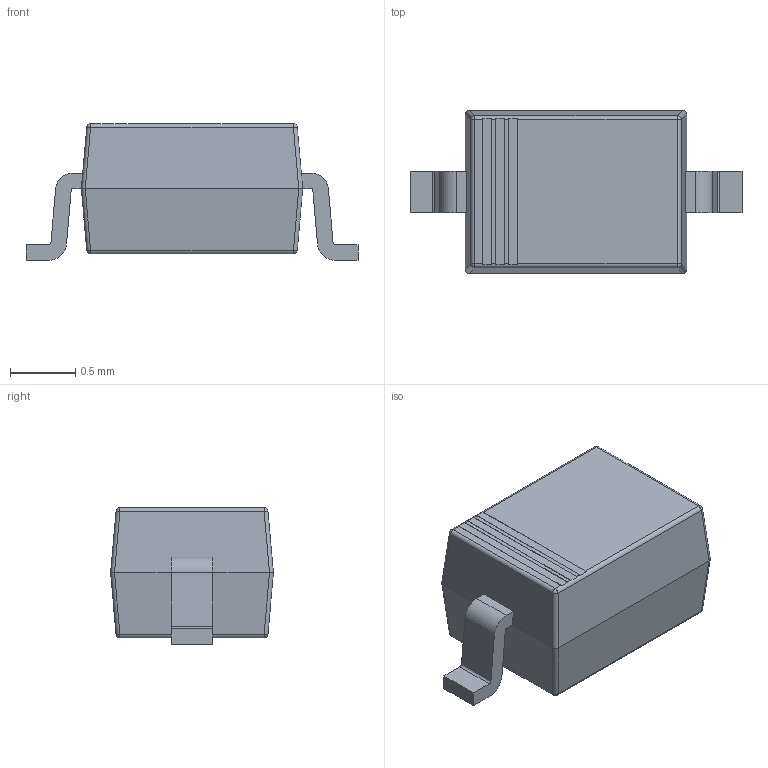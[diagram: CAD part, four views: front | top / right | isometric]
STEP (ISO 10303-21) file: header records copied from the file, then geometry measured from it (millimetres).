
FILE_DESCRIPTION (( 'STEP AP214' ), '1' );
FILE_NAME ('SOD-323_L1.7-W1.3-LS2.6-RD-1.STEP', '2021-09-06T05:14:45', ( 'PC' ), ( 'Microsoft' ), 'SwSTEP 2.0', 'SolidWorks 2018', '' );
FILE_SCHEMA (( 'AUTOMOTIVE_DESIGN' ));
Length unit declared in the file: millimetre
Products named in the file (2): SOD-323_L1.7-W1.3-LS2.6-RD-1
Bounding box: 2.55 x 1.25 x 1.05 mm (x, y, z)
Volume: 2.1 mm3; surface area: 10.9 mm2
Topology: 1 solids, 1 shells, 131 faces, 330 edges, 208 vertices
Faces by surface type: plane 85, cylinder 24, bspline 14, sphere 8
Entity records: 6038 total; most frequent: CARTESIAN_POINT 1481, ORIENTED_EDGE 660, DIRECTION 588, EDGE_CURVE 330, VECTOR 246, LINE 246, VERTEX_POINT 208, AXIS2_PLACEMENT_3D 171
